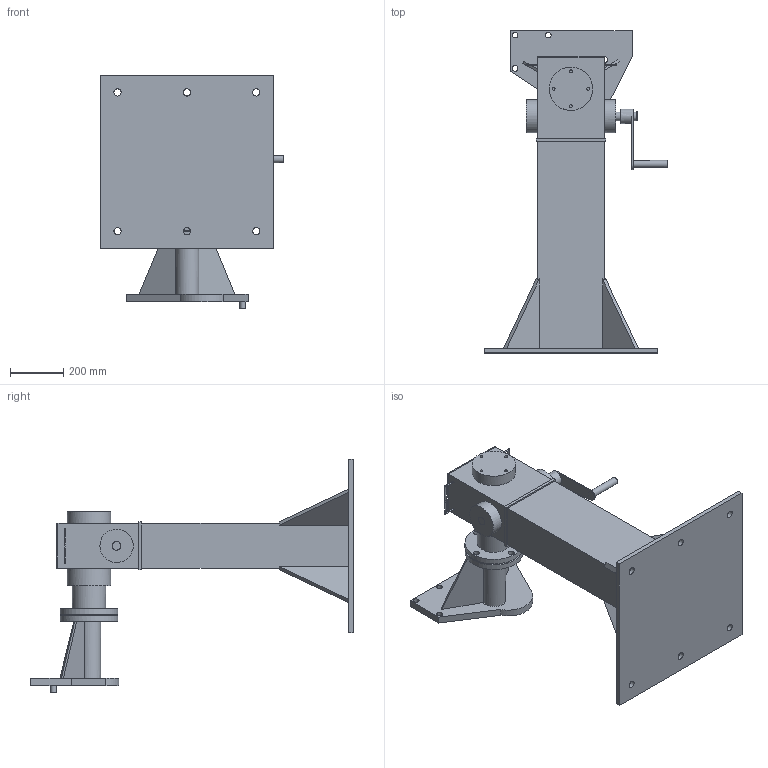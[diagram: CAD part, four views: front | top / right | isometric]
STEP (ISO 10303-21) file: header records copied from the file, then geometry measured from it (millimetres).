
FILE_DESCRIPTION(('FreeCAD Model'),'2;1');
FILE_NAME('Open CASCADE Shape Model','2025-05-01T21:08:27',('FreeCAD'),( 'FreeCAD'),'Open CASCADE STEP processor 7.6','FreeCAD','Unknown');
FILE_SCHEMA(('AUTOMOTIVE_DESIGN { 1 0 10303 214 1 1 1 1 }'));
Length unit declared in the file: millimetre
Products named in the file (1): Open CASCADE STEP translator 7.6 1
Bounding box: 691.71 x 1214.72 x 881.03 mm (x, y, z)
Volume: 27231340.8 mm3; surface area: 3926490.6 mm2
Topology: 8 solids, 8 shells, 520 faces, 1430 edges, 944 vertices
Faces by surface type: bspline 520
Entity records: 20129 total; most frequent: CARTESIAN_POINT 12293, ORIENTED_EDGE 2860, EDGE_CURVE 1430, VERTEX_POINT 944, B_SPLINE_CURVE_WITH_KNOTS 724, FACE_BOUND 604, EDGE_LOOP 604, ADVANCED_FACE 520
